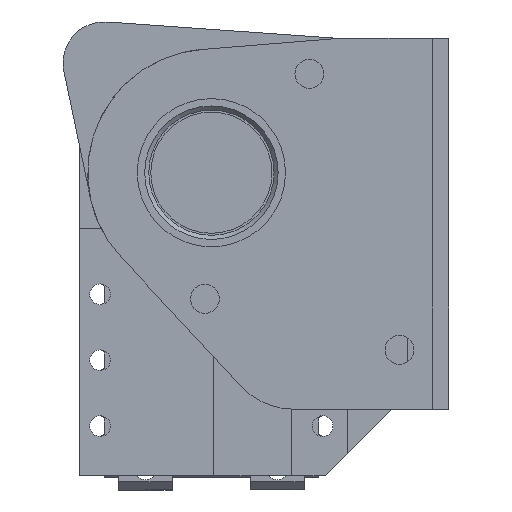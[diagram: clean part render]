
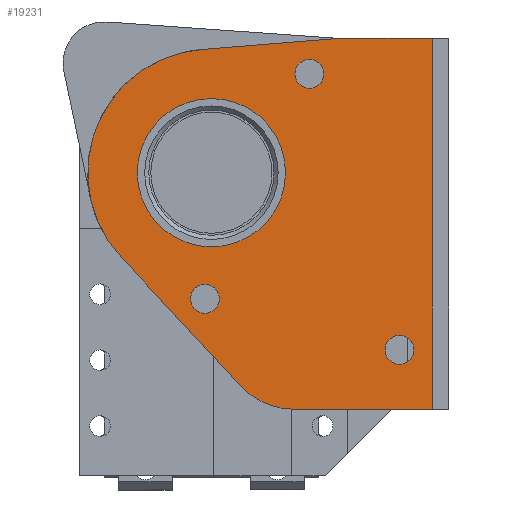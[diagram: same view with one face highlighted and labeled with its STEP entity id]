
A CAD part, left-side view. The second image highlights one B-rep face of the part: STEP entity #19231.
In plain terms, the highlighted planar face has unit normal (-1, 0, 0).
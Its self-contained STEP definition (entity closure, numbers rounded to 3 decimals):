
#521=FACE_BOUND('',#3413,.T.);
#522=FACE_BOUND('',#3414,.T.);
#523=FACE_BOUND('',#3415,.T.);
#524=FACE_BOUND('',#3416,.T.);
#1234=PLANE('',#21029);
#2239=FACE_OUTER_BOUND('',#3412,.T.);
#3412=EDGE_LOOP('',(#17690,#17691,#17692,#17693,#17694,#17695,#17696));
#3413=EDGE_LOOP('',(#17697));
#3414=EDGE_LOOP('',(#17698));
#3415=EDGE_LOOP('',(#17699));
#3416=EDGE_LOOP('',(#17700));
#5367=LINE('',#34138,#7337);
#5370=LINE('',#34144,#7340);
#5373=LINE('',#34150,#7343);
#5377=LINE('',#34162,#7347);
#5381=LINE('',#34172,#7351);
#7337=VECTOR('',#26129,10.);
#7340=VECTOR('',#26134,10.);
#7343=VECTOR('',#26139,10.);
#7347=VECTOR('',#26151,10.);
#7351=VECTOR('',#26163,10.);
#8019=CIRCLE('',#21007,1.75);
#8021=CIRCLE('',#21010,1.75);
#8023=CIRCLE('',#21013,1.75);
#8025=CIRCLE('',#21016,9.);
#8028=CIRCLE('',#21023,8.7);
#8030=CIRCLE('',#21027,15.);
#9710=VERTEX_POINT('',#34108);
#9712=VERTEX_POINT('',#34114);
#9714=VERTEX_POINT('',#34120);
#9716=VERTEX_POINT('',#34126);
#9720=VERTEX_POINT('',#34135);
#9721=VERTEX_POINT('',#34137);
#9723=VERTEX_POINT('',#34143);
#9725=VERTEX_POINT('',#34149);
#9727=VERTEX_POINT('',#34155);
#9729=VERTEX_POINT('',#34161);
#9731=VERTEX_POINT('',#34167);
#12377=EDGE_CURVE('',#9710,#9710,#8019,.T.);
#12380=EDGE_CURVE('',#9712,#9712,#8021,.T.);
#12383=EDGE_CURVE('',#9714,#9714,#8023,.T.);
#12386=EDGE_CURVE('',#9716,#9716,#8025,.T.);
#12391=EDGE_CURVE('',#9721,#9720,#5367,.T.);
#12394=EDGE_CURVE('',#9723,#9721,#5370,.T.);
#12397=EDGE_CURVE('',#9725,#9723,#5373,.T.);
#12400=EDGE_CURVE('',#9727,#9725,#8028,.T.);
#12403=EDGE_CURVE('',#9729,#9727,#5377,.T.);
#12406=EDGE_CURVE('',#9731,#9729,#8030,.T.);
#12409=EDGE_CURVE('',#9720,#9731,#5381,.T.);
#17690=ORIENTED_EDGE('',*,*,#12409,.T.);
#17691=ORIENTED_EDGE('',*,*,#12406,.T.);
#17692=ORIENTED_EDGE('',*,*,#12403,.T.);
#17693=ORIENTED_EDGE('',*,*,#12400,.T.);
#17694=ORIENTED_EDGE('',*,*,#12397,.T.);
#17695=ORIENTED_EDGE('',*,*,#12394,.T.);
#17696=ORIENTED_EDGE('',*,*,#12391,.T.);
#17697=ORIENTED_EDGE('',*,*,#12386,.T.);
#17698=ORIENTED_EDGE('',*,*,#12383,.T.);
#17699=ORIENTED_EDGE('',*,*,#12380,.T.);
#17700=ORIENTED_EDGE('',*,*,#12377,.T.);
#19231=ADVANCED_FACE('',(#2239,#521,#522,#523,#524),#1234,.T.);
#21007=AXIS2_PLACEMENT_3D('',#34109,#26099,#26100);
#21010=AXIS2_PLACEMENT_3D('',#34115,#26106,#26107);
#21013=AXIS2_PLACEMENT_3D('',#34121,#26113,#26114);
#21016=AXIS2_PLACEMENT_3D('',#34127,#26120,#26121);
#21023=AXIS2_PLACEMENT_3D('',#34156,#26145,#26146);
#21027=AXIS2_PLACEMENT_3D('',#34168,#26157,#26158);
#21029=AXIS2_PLACEMENT_3D('',#34173,#26164,#26165);
#26099=DIRECTION('center_axis',(1.,0.,0.));
#26100=DIRECTION('ref_axis',(0.,0.,1.));
#26106=DIRECTION('center_axis',(1.,0.,0.));
#26107=DIRECTION('ref_axis',(0.,0.,1.));
#26113=DIRECTION('center_axis',(1.,0.,0.));
#26114=DIRECTION('ref_axis',(0.,0.,1.));
#26120=DIRECTION('center_axis',(1.,0.,0.));
#26121=DIRECTION('ref_axis',(0.,0.,1.));
#26129=DIRECTION('',(0.,1.,0.));
#26134=DIRECTION('',(0.,0.,1.));
#26139=DIRECTION('',(0.,-1.,0.));
#26145=DIRECTION('center_axis',(-1.,0.,0.));
#26146=DIRECTION('ref_axis',(0.,0.732,-0.681));
#26151=DIRECTION('',(0.,-0.681,-0.732));
#26157=DIRECTION('center_axis',(-1.,0.,0.));
#26158=DIRECTION('ref_axis',(0.,0.081,0.997));
#26163=DIRECTION('',(0.,0.997,-0.081));
#26164=DIRECTION('center_axis',(-1.,0.,0.));
#26165=DIRECTION('ref_axis',(0.,0.,1.));
#34108=CARTESIAN_POINT('',(-32.,-22.823,-23.245));
#34109=CARTESIAN_POINT('Origin',(-32.,-22.823,-21.495));
#34114=CARTESIAN_POINT('',(-32.,0.789,-17.052));
#34115=CARTESIAN_POINT('Origin',(-32.,0.789,-15.302));
#34120=CARTESIAN_POINT('',(-32.,-11.887,10.25));
#34121=CARTESIAN_POINT('Origin',(-32.,-11.887,12.));
#34126=CARTESIAN_POINT('',(-32.,0.,-9.));
#34127=CARTESIAN_POINT('Origin',(-32.,0.,0.));
#34135=CARTESIAN_POINT('',(-32.,-15.423,16.3));
#34137=CARTESIAN_POINT('',(-32.,-26.823,16.3));
#34138=CARTESIAN_POINT('',(-32.,-26.823,16.3));
#34143=CARTESIAN_POINT('',(-32.,-26.823,-28.7));
#34144=CARTESIAN_POINT('',(-32.,-26.823,-28.7));
#34149=CARTESIAN_POINT('',(-32.,-10.,-28.7));
#34150=CARTESIAN_POINT('',(-32.,-10.,-28.7));
#34155=CARTESIAN_POINT('',(-32.,-3.63,-25.926));
#34156=CARTESIAN_POINT('Origin',(-32.,-10.,-20.));
#34161=CARTESIAN_POINT('',(-32.,10.983,-10.216));
#34162=CARTESIAN_POINT('',(-32.,10.983,-10.216));
#34167=CARTESIAN_POINT('',(-32.,1.212,14.951));
#34168=CARTESIAN_POINT('Origin',(-32.,0.,0.));
#34172=CARTESIAN_POINT('',(-32.,-15.423,16.3));
#34173=CARTESIAN_POINT('Origin',(-32.,-5.912,-6.2));
